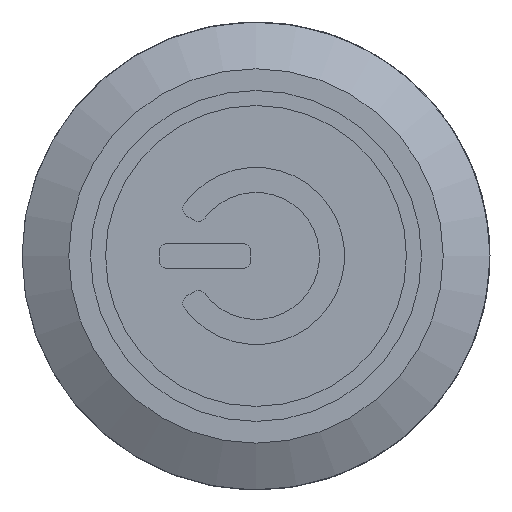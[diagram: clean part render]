
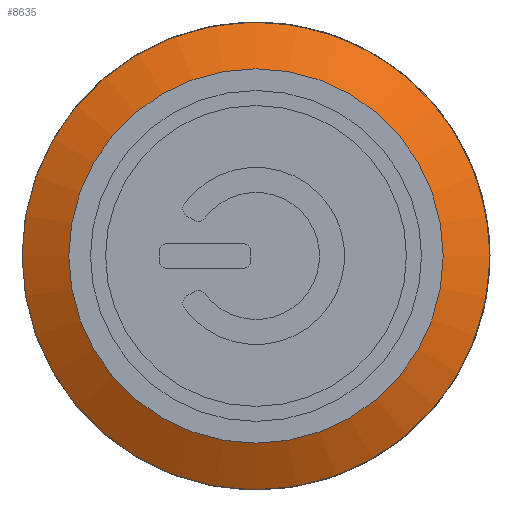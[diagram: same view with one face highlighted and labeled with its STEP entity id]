
A CAD part, top view. The second image highlights one B-rep face of the part: STEP entity #8635.
In plain terms, the highlighted conical face has half-angle 61.821 degrees and reference radius 12.6 mm.
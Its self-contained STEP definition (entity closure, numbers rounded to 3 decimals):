
#30=CONICAL_SURFACE('',#9562,12.6,1.079);
#922=FACE_OUTER_BOUND('',#1425,.T.);
#1425=EDGE_LOOP('',(#7954,#7955,#7956,#7957,#7958,#7959));
#1872=CIRCLE('',#9563,11.2);
#1873=CIRCLE('',#9564,11.2);
#1874=CIRCLE('',#9565,14.);
#1875=CIRCLE('',#9566,14.);
#2608=LINE('',#15451,#3382);
#3382=VECTOR('',#12094,12.6);
#4191=VERTEX_POINT('',#15446);
#4192=VERTEX_POINT('',#15447);
#4193=VERTEX_POINT('',#15450);
#4194=VERTEX_POINT('',#15452);
#5451=EDGE_CURVE('',#4191,#4192,#1872,.T.);
#5452=EDGE_CURVE('',#4192,#4191,#1873,.T.);
#5453=EDGE_CURVE('',#4192,#4193,#2608,.T.);
#5454=EDGE_CURVE('',#4194,#4193,#1874,.T.);
#5455=EDGE_CURVE('',#4193,#4194,#1875,.T.);
#7954=ORIENTED_EDGE('',*,*,#5451,.F.);
#7955=ORIENTED_EDGE('',*,*,#5452,.F.);
#7956=ORIENTED_EDGE('',*,*,#5453,.T.);
#7957=ORIENTED_EDGE('',*,*,#5454,.F.);
#7958=ORIENTED_EDGE('',*,*,#5455,.F.);
#7959=ORIENTED_EDGE('',*,*,#5453,.F.);
#8635=ADVANCED_FACE('',(#922),#30,.T.);
#9562=AXIS2_PLACEMENT_3D('',#15445,#12088,#12089);
#9563=AXIS2_PLACEMENT_3D('',#15448,#12090,#12091);
#9564=AXIS2_PLACEMENT_3D('',#15449,#12092,#12093);
#9565=AXIS2_PLACEMENT_3D('',#15453,#12095,#12096);
#9566=AXIS2_PLACEMENT_3D('',#15454,#12097,#12098);
#12088=DIRECTION('center_axis',(0.,0.,
-1.));
#12089=DIRECTION('ref_axis',(0.,1.,0.));
#12090=DIRECTION('center_axis',(0.,0.,
1.));
#12091=DIRECTION('ref_axis',(0.,1.,0.));
#12092=DIRECTION('center_axis',(0.,0.,
1.));
#12093=DIRECTION('ref_axis',(0.,1.,0.));
#12094=DIRECTION('',(0.,-0.881,-0.472));
#12095=DIRECTION('center_axis',(0.,0.,
-1.));
#12096=DIRECTION('ref_axis',(1.,0.,0.));
#12097=DIRECTION('center_axis',(0.,0.,
-1.));
#12098=DIRECTION('ref_axis',(1.,0.,0.));
#15445=CARTESIAN_POINT('Origin',(0.,0.,
249.819));
#15446=CARTESIAN_POINT('',(0.,11.2,250.569));
#15447=CARTESIAN_POINT('',(0.,-11.2,250.569));
#15448=CARTESIAN_POINT('Origin',(0.,0.,
250.569));
#15449=CARTESIAN_POINT('Origin',(0.,0.,
250.569));
#15450=CARTESIAN_POINT('',(0.,-14.,249.069));
#15451=CARTESIAN_POINT('',(0.,-12.6,249.819));
#15452=CARTESIAN_POINT('',(-14.,0.,249.069));
#15453=CARTESIAN_POINT('Origin',(0.,0.,
249.069));
#15454=CARTESIAN_POINT('Origin',(0.,0.,
249.069));
